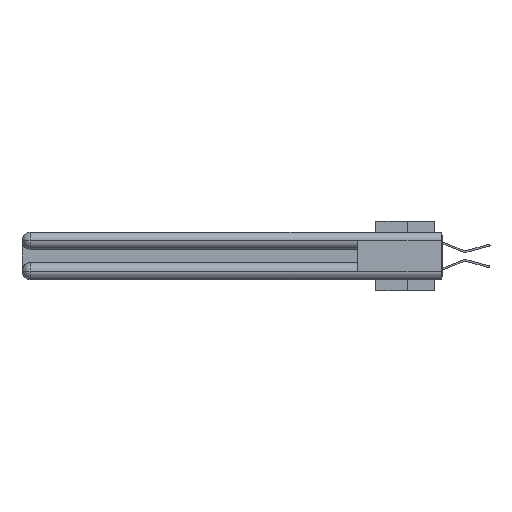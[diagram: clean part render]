
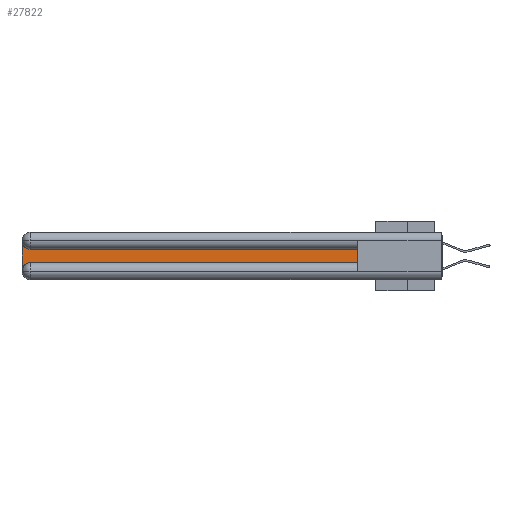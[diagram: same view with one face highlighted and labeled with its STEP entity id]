
A CAD part, left-side view. The second image highlights one B-rep face of the part: STEP entity #27822.
In plain terms, the highlighted planar face has unit normal (-1, 0, 0).
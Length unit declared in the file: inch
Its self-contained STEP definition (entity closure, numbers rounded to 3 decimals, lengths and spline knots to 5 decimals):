
#107 = EDGE_CURVE ( 'NONE', #702, #32028, #1455, .T. ) ;
#702 = VERTEX_POINT ( 'NONE', #29427 ) ;
#952 = AXIS2_PLACEMENT_3D ( 'NONE', #15308, #2850, #8816 ) ;
#1455 = LINE ( 'NONE', #8758, #29493 ) ;
#1705 = CARTESIAN_POINT ( 'NONE',  ( 0.075, 2.94, -0.2775 ) ) ;
#2371 = AXIS2_PLACEMENT_3D ( 'NONE', #1705, #4496, #31723 ) ;
#2850 = DIRECTION ( 'NONE',  ( 1., 0., 0. ) ) ;
#3875 = LINE ( 'NONE', #26419, #35733 ) ;
#4496 = DIRECTION ( 'NONE',  ( 1., 0., 0. ) ) ;
#4662 = ORIENTED_EDGE ( 'NONE', *, *, #31517, .T. ) ;
#5106 = CARTESIAN_POINT ( 'NONE',  ( 0.075, 3., -0.2775 ) ) ;
#8758 = CARTESIAN_POINT ( 'NONE',  ( 0.075, 0.6, -0.2175 ) ) ;
#8816 = DIRECTION ( 'NONE',  ( 0., 0., -1. ) ) ;
#10616 = LINE ( 'NONE', #23585, #19672 ) ;
#11754 = CIRCLE ( 'NONE', #952, 0.06 ) ;
#12389 = EDGE_CURVE ( 'NONE', #32028, #27662, #3875, .T. ) ;
#12551 = ORIENTED_EDGE ( 'NONE', *, *, #26794, .T. ) ;
#13025 = ORIENTED_EDGE ( 'NONE', *, *, #38613, .T. ) ;
#15308 = CARTESIAN_POINT ( 'NONE',  ( 0.075, 2.94, -0.0625 ) ) ;
#17052 = DIRECTION ( 'NONE',  ( 0., 0., -1. ) ) ;
#17184 = DIRECTION ( 'NONE',  ( 0., 1., 0. ) ) ;
#17235 = PLANE ( 'NONE',  #27414 ) ;
#19579 = CIRCLE ( 'NONE', #2371, 0.06 ) ;
#19672 = VECTOR ( 'NONE', #17184, 39.37008 ) ;
#20191 = DIRECTION ( 'NONE',  ( 1., 0., 0. ) ) ;
#20700 = FACE_OUTER_BOUND ( 'NONE', #38686, .T. ) ;
#21027 = EDGE_CURVE ( 'NONE', #32366, #34378, #30715, .T. ) ;
#21858 = ORIENTED_EDGE ( 'NONE', *, *, #107, .T. ) ;
#22977 = DIRECTION ( 'NONE',  ( 0., 0., -1. ) ) ;
#23530 = ORIENTED_EDGE ( 'NONE', *, *, #21027, .T. ) ;
#23585 = CARTESIAN_POINT ( 'NONE',  ( 0.075, 0.6, -0.1225 ) ) ;
#25890 = CARTESIAN_POINT ( 'NONE',  ( 0.075, 3., -0.1225 ) ) ;
#25951 = CARTESIAN_POINT ( 'NONE',  ( 0.075, 3., -0.0625 ) ) ;
#26058 = CARTESIAN_POINT ( 'NONE',  ( 0.075, 0.6, -0.2175 ) ) ;
#26419 = CARTESIAN_POINT ( 'NONE',  ( 0.075, 0.6, -0.2175 ) ) ;
#26794 = EDGE_CURVE ( 'NONE', #29610, #32366, #11754, .T. ) ;
#27414 = AXIS2_PLACEMENT_3D ( 'NONE', #25890, #20191, #22977 ) ;
#27662 = VERTEX_POINT ( 'NONE', #28792 ) ;
#27822 = ADVANCED_FACE ( 'NONE', ( #20700 ), #17235, .F. ) ;
#28792 = CARTESIAN_POINT ( 'NONE',  ( 0.075, 0.6, -0.1225 ) ) ;
#29427 = CARTESIAN_POINT ( 'NONE',  ( 0.075, 2.94, -0.2175 ) ) ;
#29493 = VECTOR ( 'NONE', #35966, 39.37008 ) ;
#29610 = VERTEX_POINT ( 'NONE', #35300 ) ;
#30715 = LINE ( 'NONE', #31539, #37826 ) ;
#31517 = EDGE_CURVE ( 'NONE', #34378, #702, #19579, .T. ) ;
#31539 = CARTESIAN_POINT ( 'NONE',  ( 0.075, 3., -0.2175 ) ) ;
#31723 = DIRECTION ( 'NONE',  ( 0., 0., -1. ) ) ;
#32028 = VERTEX_POINT ( 'NONE', #26058 ) ;
#32366 = VERTEX_POINT ( 'NONE', #25951 ) ;
#33199 = DIRECTION ( 'NONE',  ( 0., 0., 1. ) ) ;
#34378 = VERTEX_POINT ( 'NONE', #5106 ) ;
#35300 = CARTESIAN_POINT ( 'NONE',  ( 0.075, 2.94, -0.1225 ) ) ;
#35733 = VECTOR ( 'NONE', #33199, 39.37008 ) ;
#35966 = DIRECTION ( 'NONE',  ( 0., -1., 0. ) ) ;
#36380 = ORIENTED_EDGE ( 'NONE', *, *, #12389, .T. ) ;
#37826 = VECTOR ( 'NONE', #17052, 39.37008 ) ;
#38613 = EDGE_CURVE ( 'NONE', #27662, #29610, #10616, .T. ) ;
#38686 = EDGE_LOOP ( 'NONE', ( #13025, #12551, #23530, #4662, #21858, #36380 ) ) ;
